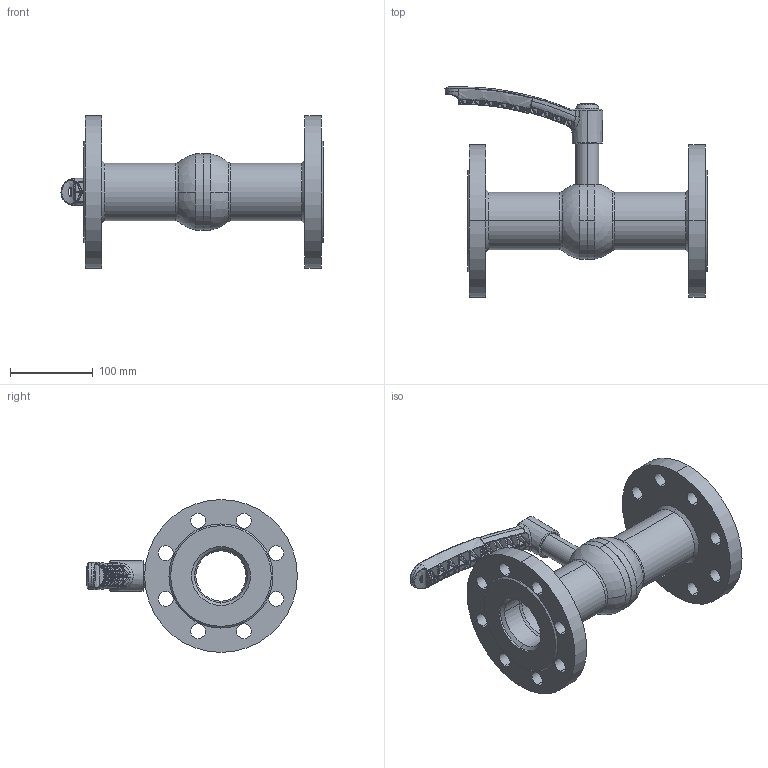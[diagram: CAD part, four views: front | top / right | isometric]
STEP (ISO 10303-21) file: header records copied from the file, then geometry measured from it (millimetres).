
FILE_DESCRIPTION (( 'STEP AP214' ), '1' );
FILE_NAME ('8500425065 010.step', '2025-05-29T08:12:40', ( '' ), ( '' ), 'SwSTEP 2.0', 'SolidWorks 2023', '' );
FILE_SCHEMA (( 'AUTOMOTIVE_DESIGN' ));
Products named in the file (1): 8500425065 010
Bounding box: 317.4 x 255.22 x 185 mm (x, y, z)
Surface area: 285012.8 mm2 (no closed solid volume)
Topology: 0 solids, 24 shells, 596 faces, 2149 edges, 1538 vertices
Faces by surface type: bspline 238, plane 146, cylinder 119, cone 63, torus 25, sphere 5
Entity records: 35758 total; most frequent: CARTESIAN_POINT 20699, ORIENTED_EDGE 3121, DIRECTION 2378, EDGE_CURVE 2149, VERTEX_POINT 1538, B_SPLINE_CURVE_WITH_KNOTS 987, AXIS2_PLACEMENT_3D 953, EDGE_LOOP 689
